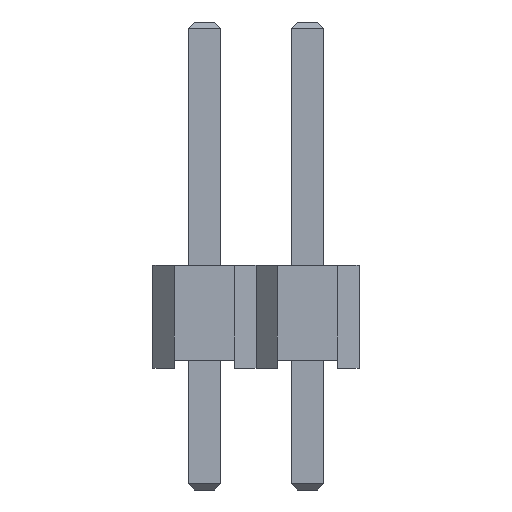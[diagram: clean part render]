
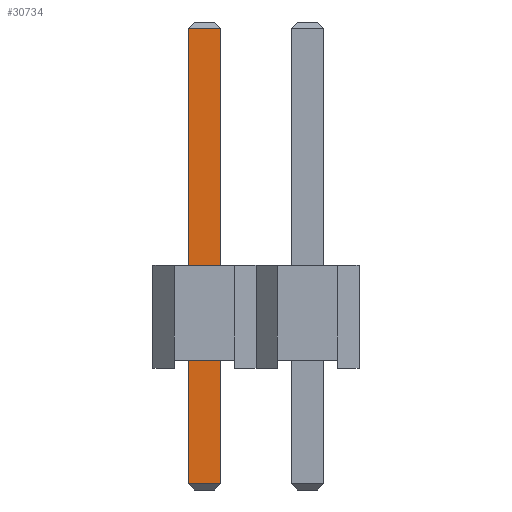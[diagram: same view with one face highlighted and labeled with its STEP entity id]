
A CAD part, front view. The second image highlights one B-rep face of the part: STEP entity #30734.
In plain terms, the highlighted planar face has unit normal (0, -1, 0).
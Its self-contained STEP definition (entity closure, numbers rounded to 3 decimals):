
#30322 = PLANE('',#30323);
#30323 = AXIS2_PLACEMENT_3D('',#30324,#30325,#30326);
#30324 = CARTESIAN_POINT('',(-0.4,-0.4,-3.));
#30325 = DIRECTION('',(-1.,0.,0.));
#30326 = DIRECTION('',(0.,1.,0.));
#30378 = PLANE('',#30379);
#30379 = AXIS2_PLACEMENT_3D('',#30380,#30381,#30382);
#30380 = CARTESIAN_POINT('',(0.4,0.4,-3.));
#30381 = DIRECTION('',(1.,0.,0.));
#30382 = DIRECTION('',(0.,-1.,0.));
#30419 = EDGE_CURVE('',#30420,#30422,#30424,.T.);
#30420 = VERTEX_POINT('',#30421);
#30421 = CARTESIAN_POINT('',(-0.4,-0.4,-2.85));
#30422 = VERTEX_POINT('',#30423);
#30423 = CARTESIAN_POINT('',(-0.4,-0.4,8.39));
#30424 = SURFACE_CURVE('',#30425,(#30429,#30436),.PCURVE_S1.);
#30425 = LINE('',#30426,#30427);
#30426 = CARTESIAN_POINT('',(-0.4,-0.4,-3.));
#30427 = VECTOR('',#30428,1.);
#30428 = DIRECTION('',(0.,0.,1.));
#30429 = PCURVE('',#30322,#30430);
#30430 = DEFINITIONAL_REPRESENTATION('',(#30431),#30435);
#30431 = LINE('',#30432,#30433);
#30432 = CARTESIAN_POINT('',(0.,0.));
#30433 = VECTOR('',#30434,1.);
#30434 = DIRECTION('',(0.,-1.));
#30435 = ( GEOMETRIC_REPRESENTATION_CONTEXT(2) 
PARAMETRIC_REPRESENTATION_CONTEXT() REPRESENTATION_CONTEXT('2D SPACE',''
  ) );
#30436 = PCURVE('',#30437,#30442);
#30437 = PLANE('',#30438);
#30438 = AXIS2_PLACEMENT_3D('',#30439,#30440,#30441);
#30439 = CARTESIAN_POINT('',(0.4,-0.4,-3.));
#30440 = DIRECTION('',(0.,-1.,0.));
#30441 = DIRECTION('',(-1.,0.,0.));
#30442 = DEFINITIONAL_REPRESENTATION('',(#30443),#30447);
#30443 = LINE('',#30444,#30445);
#30444 = CARTESIAN_POINT('',(0.8,0.));
#30445 = VECTOR('',#30446,1.);
#30446 = DIRECTION('',(0.,-1.));
#30447 = ( GEOMETRIC_REPRESENTATION_CONTEXT(2) 
PARAMETRIC_REPRESENTATION_CONTEXT() REPRESENTATION_CONTEXT('2D SPACE',''
  ) );
#30669 = VERTEX_POINT('',#30670);
#30670 = CARTESIAN_POINT('',(0.4,-0.4,8.39));
#30691 = EDGE_CURVE('',#30692,#30669,#30694,.T.);
#30692 = VERTEX_POINT('',#30693);
#30693 = CARTESIAN_POINT('',(0.4,-0.4,-2.85));
#30694 = SURFACE_CURVE('',#30695,(#30699,#30706),.PCURVE_S1.);
#30695 = LINE('',#30696,#30697);
#30696 = CARTESIAN_POINT('',(0.4,-0.4,-3.));
#30697 = VECTOR('',#30698,1.);
#30698 = DIRECTION('',(0.,0.,1.));
#30699 = PCURVE('',#30378,#30700);
#30700 = DEFINITIONAL_REPRESENTATION('',(#30701),#30705);
#30701 = LINE('',#30702,#30703);
#30702 = CARTESIAN_POINT('',(0.8,0.));
#30703 = VECTOR('',#30704,1.);
#30704 = DIRECTION('',(0.,-1.));
#30705 = ( GEOMETRIC_REPRESENTATION_CONTEXT(2) 
PARAMETRIC_REPRESENTATION_CONTEXT() REPRESENTATION_CONTEXT('2D SPACE',''
  ) );
#30706 = PCURVE('',#30437,#30707);
#30707 = DEFINITIONAL_REPRESENTATION('',(#30708),#30712);
#30708 = LINE('',#30709,#30710);
#30709 = CARTESIAN_POINT('',(0.,-0.));
#30710 = VECTOR('',#30711,1.);
#30711 = DIRECTION('',(0.,-1.));
#30712 = ( GEOMETRIC_REPRESENTATION_CONTEXT(2) 
PARAMETRIC_REPRESENTATION_CONTEXT() REPRESENTATION_CONTEXT('2D SPACE',''
  ) );
#30734 = ADVANCED_FACE('',(#30735),#30437,.T.);
#30735 = FACE_BOUND('',#30736,.T.);
#30736 = EDGE_LOOP('',(#30737,#30738,#30764,#30765));
#30737 = ORIENTED_EDGE('',*,*,#30691,.T.);
#30738 = ORIENTED_EDGE('',*,*,#30739,.T.);
#30739 = EDGE_CURVE('',#30669,#30422,#30740,.T.);
#30740 = SURFACE_CURVE('',#30741,(#30745,#30752),.PCURVE_S1.);
#30741 = LINE('',#30742,#30743);
#30742 = CARTESIAN_POINT('',(0.4,-0.4,8.39));
#30743 = VECTOR('',#30744,1.);
#30744 = DIRECTION('',(-1.,0.,0.));
#30745 = PCURVE('',#30437,#30746);
#30746 = DEFINITIONAL_REPRESENTATION('',(#30747),#30751);
#30747 = LINE('',#30748,#30749);
#30748 = CARTESIAN_POINT('',(0.,-11.39));
#30749 = VECTOR('',#30750,1.);
#30750 = DIRECTION('',(1.,0.));
#30751 = ( GEOMETRIC_REPRESENTATION_CONTEXT(2) 
PARAMETRIC_REPRESENTATION_CONTEXT() REPRESENTATION_CONTEXT('2D SPACE',''
  ) );
#30752 = PCURVE('',#30753,#30758);
#30753 = PLANE('',#30754);
#30754 = AXIS2_PLACEMENT_3D('',#30755,#30756,#30757);
#30755 = CARTESIAN_POINT('',(0.4,-0.325,8.465));
#30756 = DIRECTION('',(0.,-0.707,0.707));
#30757 = DIRECTION('',(1.,0.,0.));
#30758 = DEFINITIONAL_REPRESENTATION('',(#30759),#30763);
#30759 = LINE('',#30760,#30761);
#30760 = CARTESIAN_POINT('',(-0.,-0.106));
#30761 = VECTOR('',#30762,1.);
#30762 = DIRECTION('',(-1.,0.));
#30763 = ( GEOMETRIC_REPRESENTATION_CONTEXT(2) 
PARAMETRIC_REPRESENTATION_CONTEXT() REPRESENTATION_CONTEXT('2D SPACE',''
  ) );
#30764 = ORIENTED_EDGE('',*,*,#30419,.F.);
#30765 = ORIENTED_EDGE('',*,*,#30766,.F.);
#30766 = EDGE_CURVE('',#30692,#30420,#30767,.T.);
#30767 = SURFACE_CURVE('',#30768,(#30772,#30779),.PCURVE_S1.);
#30768 = LINE('',#30769,#30770);
#30769 = CARTESIAN_POINT('',(0.4,-0.4,-2.85));
#30770 = VECTOR('',#30771,1.);
#30771 = DIRECTION('',(-1.,0.,0.));
#30772 = PCURVE('',#30437,#30773);
#30773 = DEFINITIONAL_REPRESENTATION('',(#30774),#30778);
#30774 = LINE('',#30775,#30776);
#30775 = CARTESIAN_POINT('',(0.,-0.15));
#30776 = VECTOR('',#30777,1.);
#30777 = DIRECTION('',(1.,0.));
#30778 = ( GEOMETRIC_REPRESENTATION_CONTEXT(2) 
PARAMETRIC_REPRESENTATION_CONTEXT() REPRESENTATION_CONTEXT('2D SPACE',''
  ) );
#30779 = PCURVE('',#30780,#30785);
#30780 = PLANE('',#30781);
#30781 = AXIS2_PLACEMENT_3D('',#30782,#30783,#30784);
#30782 = CARTESIAN_POINT('',(0.4,-0.325,-2.925));
#30783 = DIRECTION('',(0.,0.707,0.707)
  );
#30784 = DIRECTION('',(1.,0.,0.));
#30785 = DEFINITIONAL_REPRESENTATION('',(#30786),#30790);
#30786 = LINE('',#30787,#30788);
#30787 = CARTESIAN_POINT('',(-0.,-0.106));
#30788 = VECTOR('',#30789,1.);
#30789 = DIRECTION('',(-1.,0.));
#30790 = ( GEOMETRIC_REPRESENTATION_CONTEXT(2) 
PARAMETRIC_REPRESENTATION_CONTEXT() REPRESENTATION_CONTEXT('2D SPACE',''
  ) );
